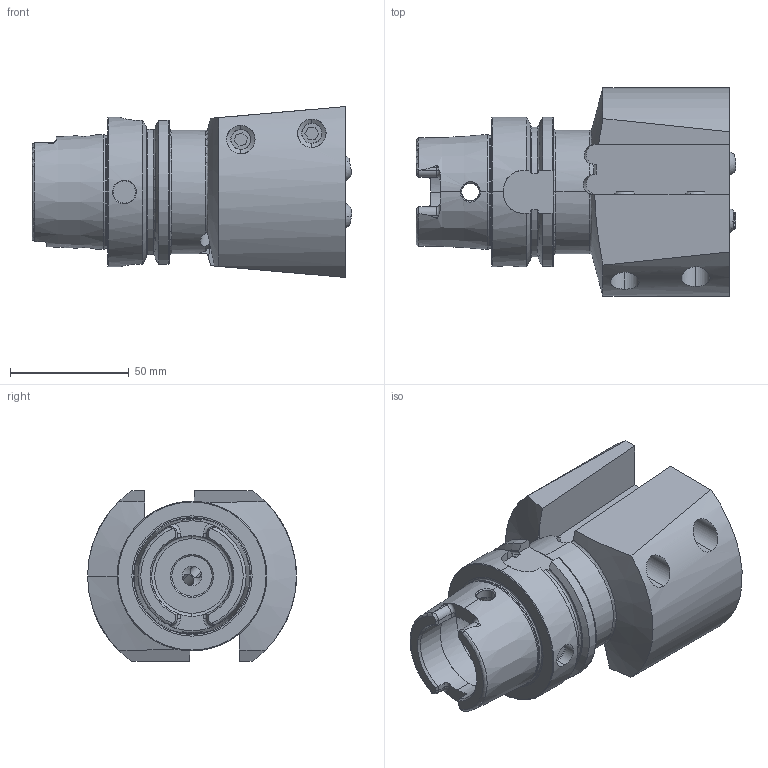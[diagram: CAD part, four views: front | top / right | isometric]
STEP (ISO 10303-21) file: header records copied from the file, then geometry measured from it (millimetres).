
FILE_DESCRIPTION (( 'STEP AP214' ), '1' );
FILE_NAME ('HA6.V20.R21.100.STEP', '2024-03-05T11:02:49', ( '' ), ( '' ), 'SwSTEP 2.0', 'SolidWorks 2022', '' );
FILE_SCHEMA (( 'AUTOMOTIVE_DESIGN' ));
Length unit declared in the file: millimetre
Products named in the file (6): HA6.V20.R21.100; ISO 4026 - M10 x 18; HA6-V20.R21.100_B; KU1-U14.001.012; KU1-U14.001.012_1; KU1-U14.001.012_2
Assembly tree (9 placements, depth 3):
  HA6.V20.R21.100
    HA6-V20.R21.100_B
    KU1-U14.001.012  x2
      KU1-U14.001.012_1
      KU1-U14.001.012_2
    ISO 4026 - M10 x 18  x4
Bounding box: 134.71 x 88 x 72 mm (x, y, z)
Volume: 352881.2 mm3; surface area: 62260.2 mm2
Topology: 9 solids, 9 shells, 322 faces, 824 edges, 512 vertices
Faces by surface type: cylinder 100, plane 99, cone 75, torus 34, sphere 8, bspline 6
Entity records: 10994 total; most frequent: CARTESIAN_POINT 3350, ORIENTED_EDGE 1332, DIRECTION 1282, EDGE_CURVE 666, AXIS2_PLACEMENT_3D 519, VERTEX_POINT 416, EDGE_LOOP 282, FACE_OUTER_BOUND 260
